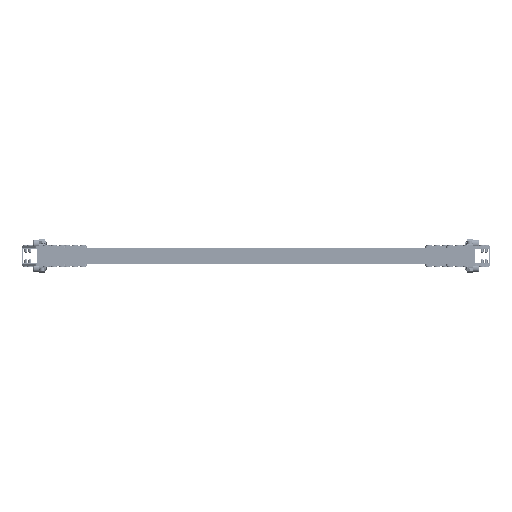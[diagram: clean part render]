
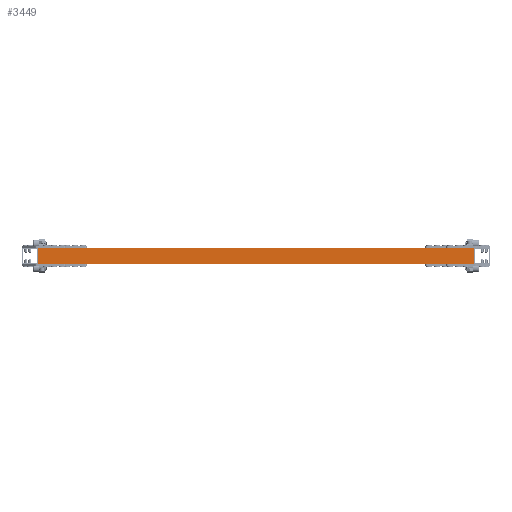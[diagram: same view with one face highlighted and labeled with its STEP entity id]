
A CAD part, front view. The second image highlights one B-rep face of the part: STEP entity #3449.
In plain terms, the highlighted planar face has unit normal (0, -1, 0).
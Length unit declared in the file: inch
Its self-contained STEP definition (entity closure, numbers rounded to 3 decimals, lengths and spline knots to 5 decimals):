
#1070 = CARTESIAN_POINT ( 'NONE',  ( 27.375, 0., -1. ) ) ;
#1092 = VECTOR ( 'NONE', #4115, 39.37008 ) ;
#2233 = DIRECTION ( 'NONE',  ( 0., 0., 1. ) ) ;
#2305 = LINE ( 'NONE', #4417, #10317 ) ;
#2859 = LINE ( 'NONE', #1070, #1092 ) ;
#3233 = FACE_OUTER_BOUND ( 'NONE', #8555, .T. ) ;
#3449 = ADVANCED_FACE ( 'NONE', ( #3233 ), #7152, .F. ) ;
#3511 = CARTESIAN_POINT ( 'NONE',  ( 0., 0., -1. ) ) ;
#3716 = VERTEX_POINT ( 'NONE', #3924 ) ;
#3924 = CARTESIAN_POINT ( 'NONE',  ( 27.375, 0., 0. ) ) ;
#4115 = DIRECTION ( 'NONE',  ( -1., 0., 0. ) ) ;
#4319 = DIRECTION ( 'NONE',  ( -1., 0., 0. ) ) ;
#4417 = CARTESIAN_POINT ( 'NONE',  ( 27.375, 0., 0. ) ) ;
#5105 = EDGE_CURVE ( 'NONE', #3716, #12406, #9276, .T. ) ;
#5549 = LINE ( 'NONE', #7372, #8605 ) ;
#5555 = CARTESIAN_POINT ( 'NONE',  ( 27.375, 0., -1. ) ) ;
#5888 = ORIENTED_EDGE ( 'NONE', *, *, #12951, .F. ) ;
#6150 = EDGE_CURVE ( 'NONE', #12406, #7835, #5549, .T. ) ;
#6253 = ORIENTED_EDGE ( 'NONE', *, *, #5105, .T. ) ;
#6382 = ORIENTED_EDGE ( 'NONE', *, *, #11312, .F. ) ;
#7152 = PLANE ( 'NONE',  #12569 ) ;
#7372 = CARTESIAN_POINT ( 'NONE',  ( 0., 0., 0. ) ) ;
#7835 = VERTEX_POINT ( 'NONE', #3511 ) ;
#8555 = EDGE_LOOP ( 'NONE', ( #12303, #6382, #5888, #6253 ) ) ;
#8605 = VECTOR ( 'NONE', #11444, 39.37008 ) ;
#8788 = VECTOR ( 'NONE', #4319, 39.37008 ) ;
#9158 = CARTESIAN_POINT ( 'NONE',  ( 0., 0., 0. ) ) ;
#9276 = LINE ( 'NONE', #11440, #8788 ) ;
#9306 = DIRECTION ( 'NONE',  ( 0., 1., 0. ) ) ;
#9836 = VERTEX_POINT ( 'NONE', #5555 ) ;
#10106 = CARTESIAN_POINT ( 'NONE',  ( 27.375, 0., 0. ) ) ;
#10317 = VECTOR ( 'NONE', #11225, 39.37008 ) ;
#11225 = DIRECTION ( 'NONE',  ( 0., 0., -1. ) ) ;
#11312 = EDGE_CURVE ( 'NONE', #9836, #7835, #2859, .T. ) ;
#11440 = CARTESIAN_POINT ( 'NONE',  ( 27.375, 0., 0. ) ) ;
#11444 = DIRECTION ( 'NONE',  ( 0., 0., -1. ) ) ;
#12303 = ORIENTED_EDGE ( 'NONE', *, *, #6150, .T. ) ;
#12406 = VERTEX_POINT ( 'NONE', #9158 ) ;
#12569 = AXIS2_PLACEMENT_3D ( 'NONE', #10106, #9306, #2233 ) ;
#12951 = EDGE_CURVE ( 'NONE', #3716, #9836, #2305, .T. ) ;
